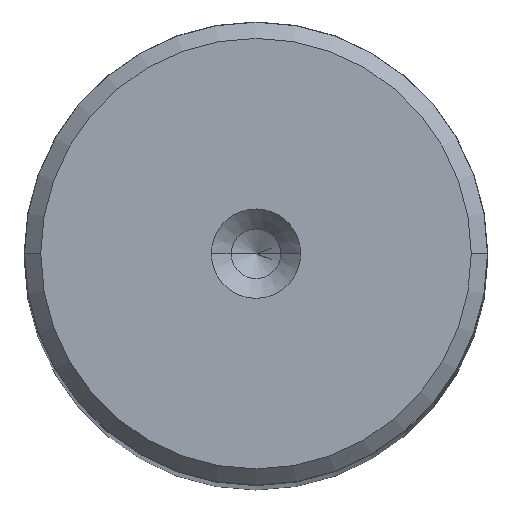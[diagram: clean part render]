
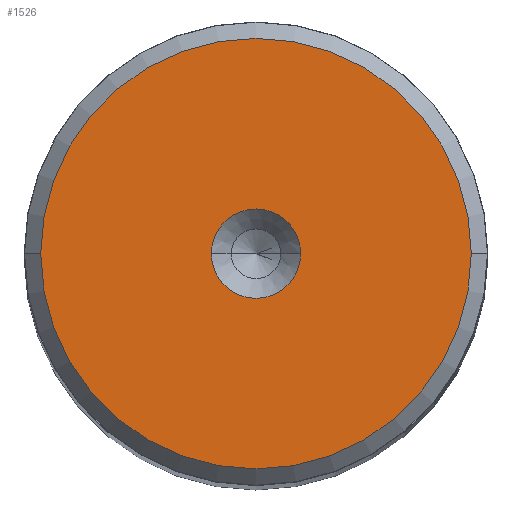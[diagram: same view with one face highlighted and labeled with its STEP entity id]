
A CAD part, top view. The second image highlights one B-rep face of the part: STEP entity #1526.
In plain terms, the highlighted planar face has unit normal (0, 0, 1).
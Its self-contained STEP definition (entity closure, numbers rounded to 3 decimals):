
#4 = VERTEX_POINT ( 'NONE', #883 ) ;
#38 = EDGE_LOOP ( 'NONE', ( #1111, #124 ) ) ;
#61 = AXIS2_PLACEMENT_3D ( 'NONE', #2130, #2323, #1188 ) ;
#68 = DIRECTION ( 'NONE',  ( 1., 0., 0. ) ) ;
#108 = AXIS2_PLACEMENT_3D ( 'NONE', #1865, #2051, #925 ) ;
#124 = ORIENTED_EDGE ( 'NONE', *, *, #1699, .F. ) ;
#150 = VERTEX_POINT ( 'NONE', #1466 ) ;
#278 = CIRCLE ( 'NONE', #2189, 2.7 ) ;
#330 = ORIENTED_EDGE ( 'NONE', *, *, #1717, .T. ) ;
#369 = CARTESIAN_POINT ( 'NONE',  ( 0., 0., 160. ) ) ;
#445 = DIRECTION ( 'NONE',  ( 0., 0., 1. ) ) ;
#497 = AXIS2_PLACEMENT_3D ( 'NONE', #2072, #760, #1547 ) ;
#615 = VERTEX_POINT ( 'NONE', #1976 ) ;
#666 = VERTEX_POINT ( 'NONE', #2371 ) ;
#760 = DIRECTION ( 'NONE',  ( 0., 0., 1. ) ) ;
#795 = CIRCLE ( 'NONE', #108, 2.7 ) ;
#883 = CARTESIAN_POINT ( 'NONE',  ( 2.7, 0., 160. ) ) ;
#925 = DIRECTION ( 'NONE',  ( 1., 0., 0. ) ) ;
#940 = DIRECTION ( 'NONE',  ( 1., 0., 0. ) ) ;
#943 = EDGE_CURVE ( 'NONE', #615, #666, #2357, .T. ) ;
#1111 = ORIENTED_EDGE ( 'NONE', *, *, #1283, .F. ) ;
#1114 = EDGE_LOOP ( 'NONE', ( #2377, #330 ) ) ;
#1187 = AXIS2_PLACEMENT_3D ( 'NONE', #1582, #445, #68 ) ;
#1188 = DIRECTION ( 'NONE',  ( 1., 0., 0. ) ) ;
#1228 = CIRCLE ( 'NONE', #497, 13.012 ) ;
#1283 = EDGE_CURVE ( 'NONE', #4, #150, #278, .T. ) ;
#1466 = CARTESIAN_POINT ( 'NONE',  ( -2.7, 0., 160. ) ) ;
#1526 = ADVANCED_FACE ( 'NONE', ( #1647, #2100 ), #1794, .T. ) ;
#1547 = DIRECTION ( 'NONE',  ( 1., 0., 0. ) ) ;
#1582 = CARTESIAN_POINT ( 'NONE',  ( 0., 0., 160. ) ) ;
#1647 = FACE_BOUND ( 'NONE', #38, .T. ) ;
#1699 = EDGE_CURVE ( 'NONE', #150, #4, #795, .T. ) ;
#1717 = EDGE_CURVE ( 'NONE', #666, #615, #1228, .T. ) ;
#1794 = PLANE ( 'NONE',  #1187 ) ;
#1865 = CARTESIAN_POINT ( 'NONE',  ( 0., 0., 160. ) ) ;
#1976 = CARTESIAN_POINT ( 'NONE',  ( -13.012, 0., 160. ) ) ;
#2051 = DIRECTION ( 'NONE',  ( 0., 0., 1. ) ) ;
#2057 = DIRECTION ( 'NONE',  ( 0., 0., 1. ) ) ;
#2072 = CARTESIAN_POINT ( 'NONE',  ( 0., 0., 160. ) ) ;
#2100 = FACE_OUTER_BOUND ( 'NONE', #1114, .T. ) ;
#2130 = CARTESIAN_POINT ( 'NONE',  ( 0., 0., 160. ) ) ;
#2189 = AXIS2_PLACEMENT_3D ( 'NONE', #369, #2057, #940 ) ;
#2323 = DIRECTION ( 'NONE',  ( 0., 0., 1. ) ) ;
#2357 = CIRCLE ( 'NONE', #61, 13.012 ) ;
#2371 = CARTESIAN_POINT ( 'NONE',  ( 13.012, 0., 160. ) ) ;
#2377 = ORIENTED_EDGE ( 'NONE', *, *, #943, .T. ) ;
